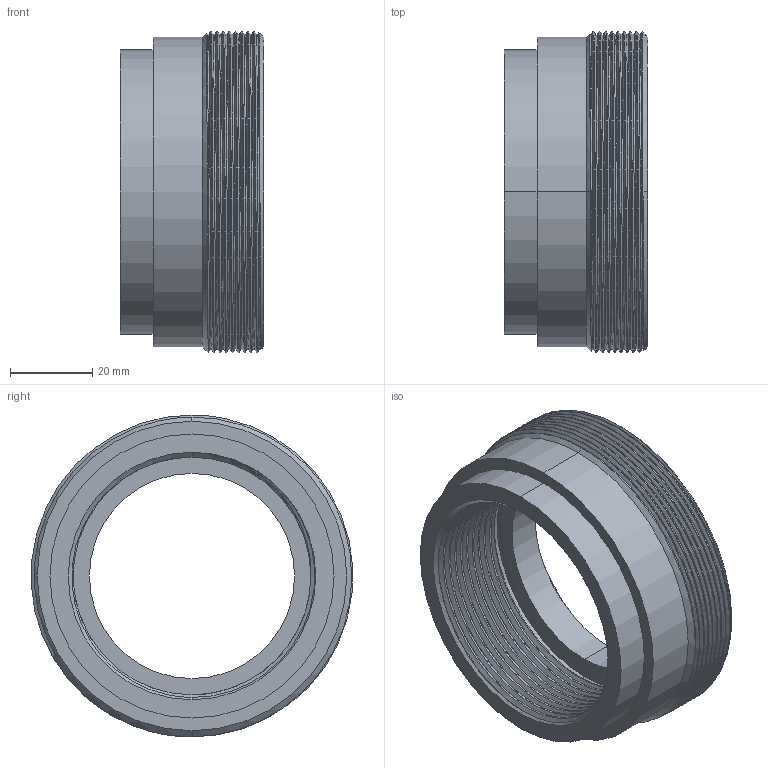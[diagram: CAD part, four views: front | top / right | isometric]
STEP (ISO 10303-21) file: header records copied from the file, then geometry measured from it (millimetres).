
FILE_DESCRIPTION (( 'STEP AP203' ), '1' );
FILE_NAME ('3D-M2037P_50 2_174251015.STEP', '2024-09-07T15:04:58', ( '' ), ( '' ), 'SwSTEP 2.0', 'SolidWorks 2024', '' );
FILE_SCHEMA (( 'CONFIG_CONTROL_DESIGN' ));
Length unit declared in the file: millimetre
Products named in the file (1): 3D-M2037P_50 2_174251015
Bounding box: 35 x 78.29 x 78.42 mm (x, y, z)
Volume: 61530.9 mm3; surface area: 24661.7 mm2
Topology: 1 solids, 1 shells, 76 faces, 199 edges, 130 vertices
Faces by surface type: cylinder 49, cone 11, plane 8, bspline 8
Entity records: 7626 total; most frequent: CARTESIAN_POINT 5959, ORIENTED_EDGE 398, DIRECTION 267, EDGE_CURVE 199, VERTEX_POINT 130, AXIS2_PLACEMENT_3D 104, EDGE_LOOP 83, ADVANCED_FACE 76
